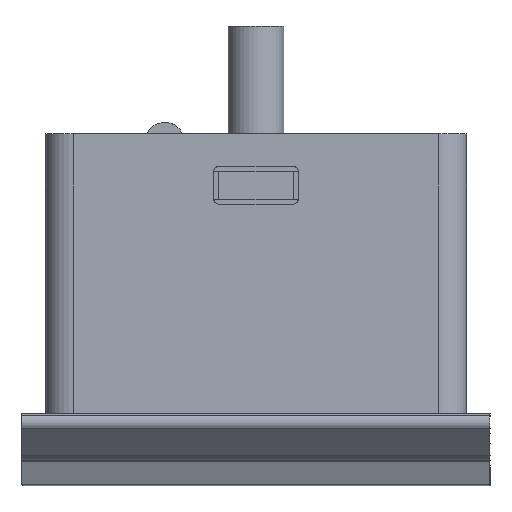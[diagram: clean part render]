
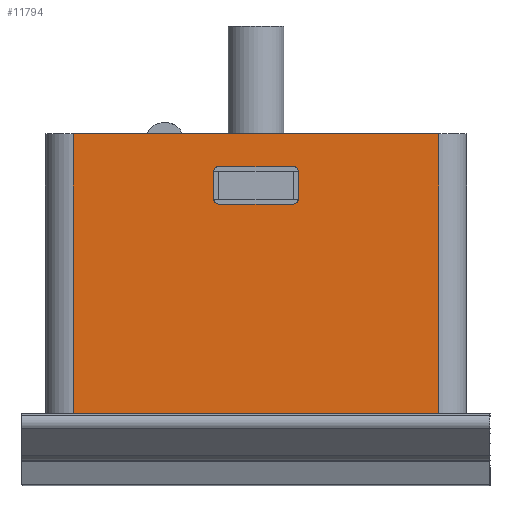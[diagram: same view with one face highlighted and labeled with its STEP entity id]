
A CAD part, left-side view. The second image highlights one B-rep face of the part: STEP entity #11794.
In plain terms, the highlighted planar face has unit normal (-1, 0, 0).
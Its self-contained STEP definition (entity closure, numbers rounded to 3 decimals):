
#481=FACE_BOUND('',#1838,.T.);
#643=PLANE('',#12808);
#1112=FACE_OUTER_BOUND('',#1837,.T.);
#1837=EDGE_LOOP('',(#8987,#8988,#8989,#8990));
#1838=EDGE_LOOP('',(#8991,#8992,#8993,#8994,#8995,#8996,#8997,#8998));
#2605=LINE('',#17692,#3713);
#2676=LINE('',#17996,#3784);
#2678=LINE('',#18002,#3786);
#2679=LINE('',#18003,#3787);
#2680=LINE('',#18006,#3788);
#2681=LINE('',#18010,#3789);
#2682=LINE('',#18014,#3790);
#2683=LINE('',#18018,#3791);
#3713=VECTOR('',#14453,10.);
#3784=VECTOR('',#14696,10.);
#3786=VECTOR('',#14702,10.);
#3787=VECTOR('',#14703,10.);
#3788=VECTOR('',#14704,10.);
#3789=VECTOR('',#14707,10.);
#3790=VECTOR('',#14710,10.);
#3791=VECTOR('',#14713,10.);
#4753=CIRCLE('',#12809,0.5);
#4754=CIRCLE('',#12810,0.5);
#4755=CIRCLE('',#12811,0.5);
#4756=CIRCLE('',#12812,0.5);
#5277=VERTEX_POINT('',#17678);
#5283=VERTEX_POINT('',#17690);
#5350=VERTEX_POINT('',#17995);
#5352=VERTEX_POINT('',#18001);
#5353=VERTEX_POINT('',#18004);
#5354=VERTEX_POINT('',#18005);
#5355=VERTEX_POINT('',#18007);
#5356=VERTEX_POINT('',#18009);
#5357=VERTEX_POINT('',#18011);
#5358=VERTEX_POINT('',#18013);
#5359=VERTEX_POINT('',#18015);
#5360=VERTEX_POINT('',#18017);
#6582=EDGE_CURVE('',#5283,#5277,#2605,.T.);
#6697=EDGE_CURVE('',#5277,#5350,#2676,.T.);
#6700=EDGE_CURVE('',#5352,#5283,#2678,.T.);
#6701=EDGE_CURVE('',#5350,#5352,#2679,.T.);
#6702=EDGE_CURVE('',#5353,#5354,#2680,.F.);
#6703=EDGE_CURVE('',#5355,#5354,#4753,.T.);
#6704=EDGE_CURVE('',#5355,#5356,#2681,.F.);
#6705=EDGE_CURVE('',#5357,#5356,#4754,.T.);
#6706=EDGE_CURVE('',#5357,#5358,#2682,.F.);
#6707=EDGE_CURVE('',#5359,#5358,#4755,.T.);
#6708=EDGE_CURVE('',#5359,#5360,#2683,.F.);
#6709=EDGE_CURVE('',#5353,#5360,#4756,.T.);
#8987=ORIENTED_EDGE('',*,*,#6697,.F.);
#8988=ORIENTED_EDGE('',*,*,#6582,.F.);
#8989=ORIENTED_EDGE('',*,*,#6700,.F.);
#8990=ORIENTED_EDGE('',*,*,#6701,.F.);
#8991=ORIENTED_EDGE('',*,*,#6702,.T.);
#8992=ORIENTED_EDGE('',*,*,#6703,.F.);
#8993=ORIENTED_EDGE('',*,*,#6704,.T.);
#8994=ORIENTED_EDGE('',*,*,#6705,.F.);
#8995=ORIENTED_EDGE('',*,*,#6706,.T.);
#8996=ORIENTED_EDGE('',*,*,#6707,.F.);
#8997=ORIENTED_EDGE('',*,*,#6708,.T.);
#8998=ORIENTED_EDGE('',*,*,#6709,.F.);
#11794=ADVANCED_FACE('',(#1112,#481),#643,.F.);
#12808=AXIS2_PLACEMENT_3D('',#18000,#14700,#14701);
#12809=AXIS2_PLACEMENT_3D('',#18008,#14705,#14706);
#12810=AXIS2_PLACEMENT_3D('',#18012,#14708,#14709);
#12811=AXIS2_PLACEMENT_3D('',#18016,#14711,#14712);
#12812=AXIS2_PLACEMENT_3D('',#18019,#14714,#14715);
#14453=DIRECTION('',(0.,1.,0.));
#14696=DIRECTION('',(0.,0.,1.));
#14700=DIRECTION('center_axis',(1.,0.,0.));
#14701=DIRECTION('ref_axis',(0.,0.,-1.));
#14702=DIRECTION('',(0.,0.,-1.));
#14703=DIRECTION('',(0.,-1.,0.));
#14704=DIRECTION('',(0.,0.,-1.));
#14705=DIRECTION('center_axis',(-1.,0.,0.));
#14706=DIRECTION('ref_axis',(0.,0.707,0.707));
#14707=DIRECTION('',(0.,1.,0.));
#14708=DIRECTION('center_axis',(-1.,0.,0.));
#14709=DIRECTION('ref_axis',(0.,-0.707,0.707));
#14710=DIRECTION('',(0.,0.,1.));
#14711=DIRECTION('center_axis',(-1.,0.,0.));
#14712=DIRECTION('ref_axis',(0.,-0.707,-0.707));
#14713=DIRECTION('',(0.,-1.,0.));
#14714=DIRECTION('center_axis',(-1.,0.,0.));
#14715=DIRECTION('ref_axis',(0.,0.707,-0.707));
#17678=CARTESIAN_POINT('',(0.,42.,0.));
#17690=CARTESIAN_POINT('',(0.,3.,0.));
#17692=CARTESIAN_POINT('',(0.,22.5,0.));
#17995=CARTESIAN_POINT('',(0.,42.,30.));
#17996=CARTESIAN_POINT('',(0.,42.,15.));
#18000=CARTESIAN_POINT('Origin',(0.,22.5,15.));
#18001=CARTESIAN_POINT('',(0.,3.,30.));
#18002=CARTESIAN_POINT('',(0.,3.,15.));
#18003=CARTESIAN_POINT('',(0.,22.5,30.));
#18004=CARTESIAN_POINT('',(0.,27.,23.));
#18005=CARTESIAN_POINT('',(0.,27.,26.));
#18006=CARTESIAN_POINT('',(0.,27.,20.5));
#18007=CARTESIAN_POINT('',(0.,26.5,26.5));
#18008=CARTESIAN_POINT('Origin',(0.,26.5,26.));
#18009=CARTESIAN_POINT('',(0.,18.5,26.5));
#18010=CARTESIAN_POINT('',(0.,20.5,26.5));
#18011=CARTESIAN_POINT('',(0.,18.,26.));
#18012=CARTESIAN_POINT('Origin',(0.,18.5,26.));
#18013=CARTESIAN_POINT('',(0.,18.,23.));
#18014=CARTESIAN_POINT('',(0.,18.,19.));
#18015=CARTESIAN_POINT('',(0.,18.5,22.5));
#18016=CARTESIAN_POINT('Origin',(0.,18.5,23.));
#18017=CARTESIAN_POINT('',(0.,26.5,22.5));
#18018=CARTESIAN_POINT('',(0.,24.5,22.5));
#18019=CARTESIAN_POINT('Origin',(0.,26.5,23.));
